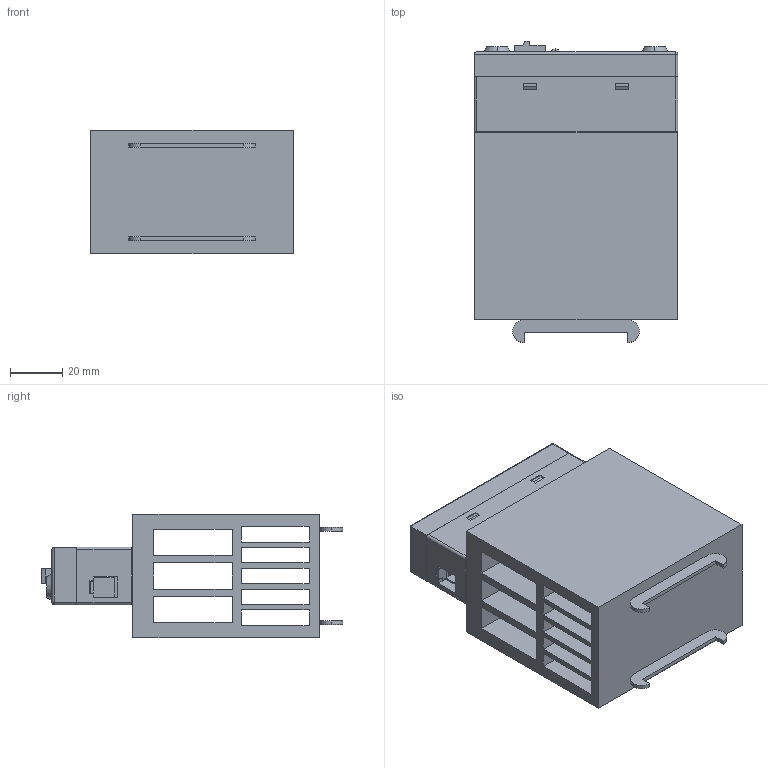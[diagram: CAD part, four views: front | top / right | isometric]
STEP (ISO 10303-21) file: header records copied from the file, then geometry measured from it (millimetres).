
FILE_DESCRIPTION (( 'STEP AP214' ), '1' );
FILE_NAME ('CDGS大散热器.STEP', '2024-09-29T06:05:23', ( '' ), ( 'Microsoft' ), 'SwSTEP 2.0', 'SolidWorks 2014', '' );
FILE_SCHEMA (( 'AUTOMOTIVE_DESIGN' ));
Length unit declared in the file: millimetre
Products named in the file (16): 奻裔; 菁釱; 褲极; CDGS大散热器; XJ3-D絳嫖翐; 脣璃1; 蹟隊M2.5; 脣璃2; 蹟隊; 菜輸; ͭƬ; ͭƬ1; 大散热器; 盄繚啣; 啋璃媼; 啋璃珨
Assembly tree (18 placements, depth 2):
  CDGS大散热器
    褲极
    菁釱
    奻裔
    啋璃珨
    啋璃媼
    盄繚啣
    ͭƬ1
    ͭƬ
    菜輸  x2
    蹟隊  x2
    脣璃2
    脣璃1
    蹟隊M2.5  x2
    XJ3-D絳嫖翐
    大散热器
Bounding box: 78 x 115.5 x 47.3 mm (x, y, z)
Volume: 159731.8 mm3; surface area: 100337.3 mm2
Topology: 18 solids, 18 shells, 759 faces, 2027 edges, 1337 vertices
Faces by surface type: plane 606, cylinder 108, cone 20, torus 12, bspline 11, sphere 2
Entity records: 28765 total; most frequent: CARTESIAN_POINT 4309, ORIENTED_EDGE 3768, DIRECTION 3563, EDGE_CURVE 1884, VECTOR 1573, LINE 1573, VERTEX_POINT 1245, AXIS2_PLACEMENT_3D 995
